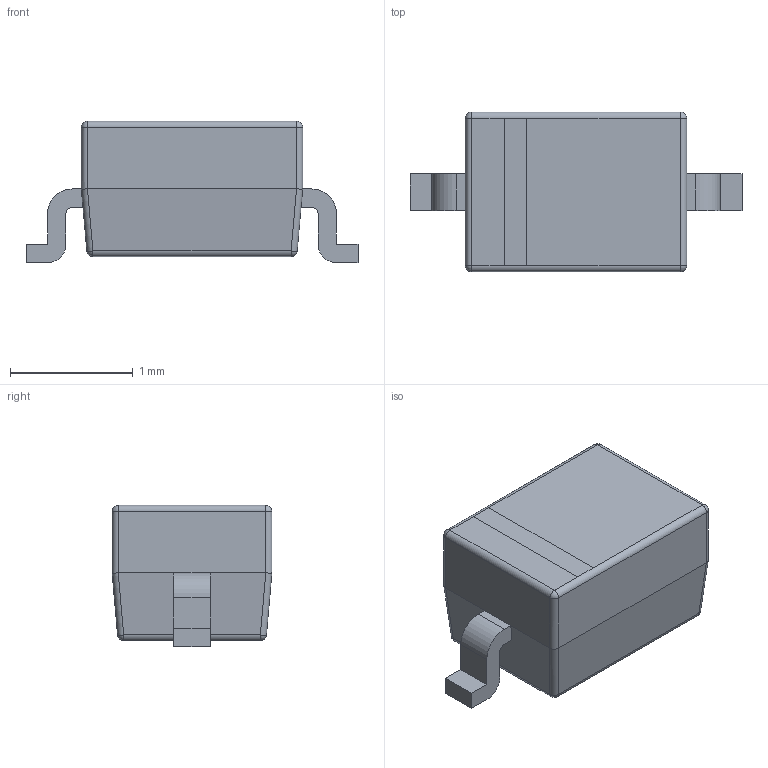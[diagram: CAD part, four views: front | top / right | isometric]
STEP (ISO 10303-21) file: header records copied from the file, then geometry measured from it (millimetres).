
FILE_DESCRIPTION (( 'STEP AP214' ), '1' );
FILE_NAME ('SOD-323_L1.8-W1.3-LS2.7-BI.STEP', '2022-03-04T01:00:14', ( '微软用户' ), ( '微软中国' ), 'SwSTEP 2.0', 'SolidWorks 2017', '' );
FILE_SCHEMA (( 'AUTOMOTIVE_DESIGN' ));
Length unit declared in the file: millimetre
Products named in the file (1): SOD-323_L1.8-W1.3-LS2.7-BI
Bounding box: 2.7 x 1.3 x 1.15 mm (x, y, z)
Volume: 2.6 mm3; surface area: 12.5 mm2
Topology: 1 solids, 1 shells, 119 faces, 306 edges, 192 vertices
Faces by surface type: plane 75, cylinder 22, bspline 14, sphere 8
Entity records: 4924 total; most frequent: CARTESIAN_POINT 1424, ORIENTED_EDGE 604, DIRECTION 518, EDGE_CURVE 302, LINE 234, VECTOR 234, VERTEX_POINT 192, AXIS2_PLACEMENT_3D 142
